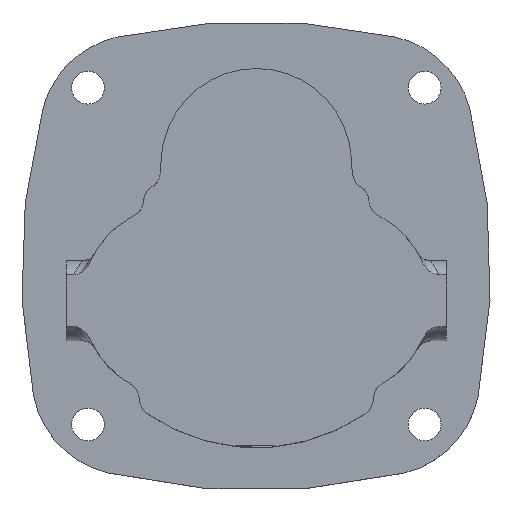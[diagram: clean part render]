
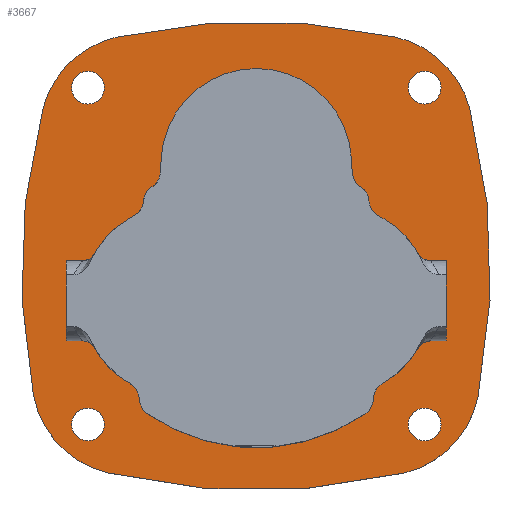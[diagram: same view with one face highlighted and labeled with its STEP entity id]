
A CAD part, top view. The second image highlights one B-rep face of the part: STEP entity #3667.
In plain terms, the highlighted planar face has unit normal (0, 0, 1).
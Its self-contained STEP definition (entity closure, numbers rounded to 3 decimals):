
#153=FACE_BOUND('',#1136,.T.);
#154=FACE_BOUND('',#1137,.T.);
#155=FACE_BOUND('',#1138,.T.);
#156=FACE_BOUND('',#1139,.T.);
#157=FACE_BOUND('',#1140,.T.);
#644=CIRCLE('',#4073,46.);
#645=CIRCLE('',#4076,46.);
#646=CIRCLE('',#4078,10.);
#647=CIRCLE('',#4080,46.);
#648=CIRCLE('',#4083,10.);
#649=CIRCLE('',#4085,50.);
#650=CIRCLE('',#4087,320.);
#651=CIRCLE('',#4089,50.);
#652=CIRCLE('',#4091,320.);
#653=CIRCLE('',#4093,50.);
#654=CIRCLE('',#4095,320.);
#655=CIRCLE('',#4097,50.);
#656=CIRCLE('',#4099,320.);
#657=CIRCLE('',#4101,8.25);
#658=CIRCLE('',#4103,8.25);
#659=CIRCLE('',#4105,8.25);
#660=CIRCLE('',#4107,8.25);
#895=FACE_OUTER_BOUND('',#1135,.T.);
#1135=EDGE_LOOP('',(#3388,#3389,#3390,#3391,#3392,#3393,#3394,#3395));
#1136=EDGE_LOOP('',(#3396));
#1137=EDGE_LOOP('',(#3397));
#1138=EDGE_LOOP('',(#3398));
#1139=EDGE_LOOP('',(#3399));
#1140=EDGE_LOOP('',(#3400,#3401,#3402,#3403,#3404,#3405));
#1251=LINE('',#9615,#1377);
#1377=VECTOR('',#5013,10.);
#1711=VERTEX_POINT('',#9613);
#1712=VERTEX_POINT('',#9614);
#1713=VERTEX_POINT('',#9619);
#1714=VERTEX_POINT('',#9625);
#1715=VERTEX_POINT('',#9629);
#1716=VERTEX_POINT('',#9633);
#1717=VERTEX_POINT('',#9640);
#1718=VERTEX_POINT('',#9642);
#1719=VERTEX_POINT('',#9646);
#1720=VERTEX_POINT('',#9650);
#1721=VERTEX_POINT('',#9654);
#1722=VERTEX_POINT('',#9658);
#1723=VERTEX_POINT('',#9662);
#1724=VERTEX_POINT('',#9666);
#1725=VERTEX_POINT('',#9672);
#1726=VERTEX_POINT('',#9675);
#1727=VERTEX_POINT('',#9678);
#1728=VERTEX_POINT('',#9681);
#2255=EDGE_CURVE('',#1711,#1712,#1251,.T.);
#2258=EDGE_CURVE('',#1713,#1711,#644,.T.);
#2261=EDGE_CURVE('',#1712,#1714,#645,.T.);
#2263=EDGE_CURVE('',#1715,#1713,#646,.T.);
#2265=EDGE_CURVE('',#1716,#1715,#647,.T.);
#2267=EDGE_CURVE('',#1714,#1716,#648,.T.);
#2269=EDGE_CURVE('',#1718,#1717,#649,.T.);
#2271=EDGE_CURVE('',#1719,#1718,#650,.T.);
#2273=EDGE_CURVE('',#1720,#1719,#651,.T.);
#2275=EDGE_CURVE('',#1721,#1720,#652,.T.);
#2277=EDGE_CURVE('',#1722,#1721,#653,.T.);
#2279=EDGE_CURVE('',#1723,#1722,#654,.T.);
#2281=EDGE_CURVE('',#1724,#1723,#655,.T.);
#2283=EDGE_CURVE('',#1717,#1724,#656,.T.);
#2284=EDGE_CURVE('',#1725,#1725,#657,.T.);
#2285=EDGE_CURVE('',#1726,#1726,#658,.T.);
#2286=EDGE_CURVE('',#1727,#1727,#659,.T.);
#2287=EDGE_CURVE('',#1728,#1728,#660,.T.);
#3388=ORIENTED_EDGE('',*,*,#2269,.T.);
#3389=ORIENTED_EDGE('',*,*,#2283,.T.);
#3390=ORIENTED_EDGE('',*,*,#2281,.T.);
#3391=ORIENTED_EDGE('',*,*,#2279,.T.);
#3392=ORIENTED_EDGE('',*,*,#2277,.T.);
#3393=ORIENTED_EDGE('',*,*,#2275,.T.);
#3394=ORIENTED_EDGE('',*,*,#2273,.T.);
#3395=ORIENTED_EDGE('',*,*,#2271,.T.);
#3396=ORIENTED_EDGE('',*,*,#2284,.T.);
#3397=ORIENTED_EDGE('',*,*,#2285,.T.);
#3398=ORIENTED_EDGE('',*,*,#2286,.T.);
#3399=ORIENTED_EDGE('',*,*,#2287,.T.);
#3400=ORIENTED_EDGE('',*,*,#2255,.F.);
#3401=ORIENTED_EDGE('',*,*,#2258,.F.);
#3402=ORIENTED_EDGE('',*,*,#2263,.F.);
#3403=ORIENTED_EDGE('',*,*,#2265,.F.);
#3404=ORIENTED_EDGE('',*,*,#2267,.F.);
#3405=ORIENTED_EDGE('',*,*,#2261,.F.);
#3436=PLANE('',#4108);
#3667=ADVANCED_FACE('',(#895,#153,#154,#155,#156,#157),#3436,.T.);
#4073=AXIS2_PLACEMENT_3D('',#9620,#5018,#5019);
#4076=AXIS2_PLACEMENT_3D('',#9626,#5026,#5027);
#4078=AXIS2_PLACEMENT_3D('',#9630,#5031,#5032);
#4080=AXIS2_PLACEMENT_3D('',#9634,#5036,#5037);
#4083=AXIS2_PLACEMENT_3D('',#9638,#5043,#5044);
#4085=AXIS2_PLACEMENT_3D('',#9643,#5048,#5049);
#4087=AXIS2_PLACEMENT_3D('',#9647,#5053,#5054);
#4089=AXIS2_PLACEMENT_3D('',#9651,#5058,#5059);
#4091=AXIS2_PLACEMENT_3D('',#9655,#5063,#5064);
#4093=AXIS2_PLACEMENT_3D('',#9659,#5068,#5069);
#4095=AXIS2_PLACEMENT_3D('',#9663,#5073,#5074);
#4097=AXIS2_PLACEMENT_3D('',#9667,#5078,#5079);
#4099=AXIS2_PLACEMENT_3D('',#9670,#5083,#5084);
#4101=AXIS2_PLACEMENT_3D('',#9673,#5087,#5088);
#4103=AXIS2_PLACEMENT_3D('',#9676,#5091,#5092);
#4105=AXIS2_PLACEMENT_3D('',#9679,#5095,#5096);
#4107=AXIS2_PLACEMENT_3D('',#9682,#5099,#5100);
#4108=AXIS2_PLACEMENT_3D('',#9683,#5101,#5102);
#5013=DIRECTION('',(1.,0.001,0.));
#5018=DIRECTION('center_axis',(0.,0.,
1.));
#5019=DIRECTION('ref_axis',(0.,1.,0.));
#5026=DIRECTION('center_axis',(0.,0.,
1.));
#5027=DIRECTION('ref_axis',(-0.253,-0.967,0.));
#5031=DIRECTION('center_axis',(0.,0.,
-1.));
#5032=DIRECTION('ref_axis',(0.964,0.265,0.));
#5036=DIRECTION('center_axis',(0.,0.,
1.));
#5037=DIRECTION('ref_axis',(0.964,0.265,0.));
#5043=DIRECTION('center_axis',(0.,0.,
-1.));
#5044=DIRECTION('ref_axis',(-0.253,-0.967,0.));
#5048=DIRECTION('center_axis',(0.,0.,1.));
#5049=DIRECTION('ref_axis',(0.232,-0.973,0.));
#5053=DIRECTION('center_axis',(0.,0.,1.));
#5054=DIRECTION('ref_axis',(-0.234,-0.972,0.));
#5058=DIRECTION('center_axis',(0.,0.,1.));
#5059=DIRECTION('ref_axis',(-0.981,-0.194,0.));
#5063=DIRECTION('center_axis',(0.,0.,1.));
#5064=DIRECTION('ref_axis',(-0.966,0.259,0.));
#5068=DIRECTION('center_axis',(0.,0.,1.));
#5069=DIRECTION('ref_axis',(-0.219,0.976,0.));
#5073=DIRECTION('center_axis',(0.,0.,1.));
#5074=DIRECTION('ref_axis',(0.219,0.976,0.));
#5078=DIRECTION('center_axis',(0.,0.,1.));
#5079=DIRECTION('ref_axis',(0.967,0.255,0.));
#5083=DIRECTION('center_axis',(0.,0.,1.));
#5084=DIRECTION('ref_axis',(0.98,-0.198,0.));
#5087=DIRECTION('center_axis',(0.,0.,
-1.));
#5088=DIRECTION('ref_axis',(-1.,0.,0.));
#5091=DIRECTION('center_axis',(0.,0.,
-1.));
#5092=DIRECTION('ref_axis',(-1.,0.,0.));
#5095=DIRECTION('center_axis',(0.,0.,
-1.));
#5096=DIRECTION('ref_axis',(-1.,0.,0.));
#5099=DIRECTION('center_axis',(0.,0.,
-1.));
#5100=DIRECTION('ref_axis',(-1.,0.,0.));
#5101=DIRECTION('center_axis',(0.,0.,
1.));
#5102=DIRECTION('ref_axis',(1.,0.,0.));
#9613=CARTESIAN_POINT('',(-39.84,-69.,-269.1));
#9614=CARTESIAN_POINT('',(36.863,-68.904,-269.1));
#9615=CARTESIAN_POINT('',(-19.92,-68.975,-269.1));
#9619=CARTESIAN_POINT('',(-51.474,21.504,-269.1));
#9620=CARTESIAN_POINT('Origin',(-39.84,-23.,-269.1));
#9625=CARTESIAN_POINT('',(51.473,21.504,-269.1));
#9626=CARTESIAN_POINT('Origin',(39.837,-23.,-269.1));
#9629=CARTESIAN_POINT('',(-44.36,33.826,-269.1));
#9630=CARTESIAN_POINT('Origin',(-54.003,31.179,-269.1));
#9633=CARTESIAN_POINT('',(44.36,33.825,-269.1));
#9634=CARTESIAN_POINT('Origin',(0.,46.,-269.1));
#9638=CARTESIAN_POINT('Origin',(54.003,31.179,-269.1));
#9640=CARTESIAN_POINT('',(111.776,-70.669,-269.1));
#9642=CARTESIAN_POINT('',(74.386,-109.388,-269.1));
#9643=CARTESIAN_POINT('Origin',(62.769,-60.757,-269.1));
#9646=CARTESIAN_POINT('',(-74.936,-109.238,-269.1));
#9647=CARTESIAN_POINT('Origin',(0.037,201.855,-269.1));
#9650=CARTESIAN_POINT('',(-112.272,-70.33,-269.1));
#9651=CARTESIAN_POINT('Origin',(-63.222,-60.63,-269.1));
#9654=CARTESIAN_POINT('',(-107.461,74.518,-269.1));
#9655=CARTESIAN_POINT('Origin',(201.649,-8.252,-269.1));
#9658=CARTESIAN_POINT('',(-70.117,110.37,-269.1));
#9659=CARTESIAN_POINT('Origin',(-59.162,61.585,-269.1));
#9662=CARTESIAN_POINT('',(70.181,110.353,-269.1));
#9663=CARTESIAN_POINT('Origin',(-0.006,-201.855,
-269.1));
#9666=CARTESIAN_POINT('',(107.564,74.311,-269.1));
#9667=CARTESIAN_POINT('Origin',(59.214,61.57,-269.1));
#9670=CARTESIAN_POINT('Origin',(-201.873,-7.23,-269.1));
#9672=CARTESIAN_POINT('',(93.105,-84.855,-269.1));
#9673=CARTESIAN_POINT('Origin',(84.855,-84.855,-269.1));
#9675=CARTESIAN_POINT('',(-76.605,-84.855,-269.1));
#9676=CARTESIAN_POINT('Origin',(-84.855,-84.855,-269.1));
#9678=CARTESIAN_POINT('',(-76.605,84.855,-269.1));
#9679=CARTESIAN_POINT('Origin',(-84.855,84.855,-269.1));
#9681=CARTESIAN_POINT('',(93.105,84.855,-269.1));
#9682=CARTESIAN_POINT('Origin',(84.855,84.855,-269.1));
#9683=CARTESIAN_POINT('Origin',(-0.086,-0.751,
-269.1));
